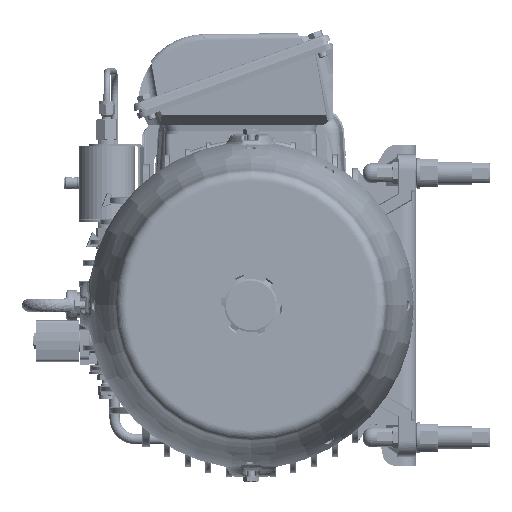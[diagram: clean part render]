
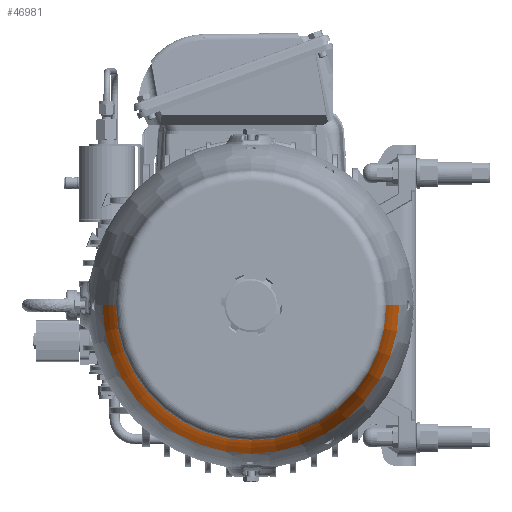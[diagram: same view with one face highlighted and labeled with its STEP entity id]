
A CAD part, left-side view. The second image highlights one B-rep face of the part: STEP entity #46981.
In plain terms, the highlighted toroidal (fillet/blend) face has major radius 308.616 mm and minor radius 180 mm.
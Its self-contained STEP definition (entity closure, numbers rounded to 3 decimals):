
#8138 = ORIENTED_EDGE ( 'NONE', *, *, #185606, .T. ) ;
#8744 = CARTESIAN_POINT ( 'NONE',  ( 0., 308.617, -422.887 ) ) ;
#12919 = AXIS2_PLACEMENT_3D ( 'NONE', #8744, #259627, #261249 ) ;
#15470 = CARTESIAN_POINT ( 'NONE',  ( 0., 129.927, -401.205 ) ) ;
#28943 = DIRECTION ( 'NONE',  ( 0., 0., 1. ) ) ;
#46981 = ADVANCED_FACE ( 'NONE', ( #61956 ), #93269, .F. ) ;
#46993 = CARTESIAN_POINT ( 'NONE',  ( 0., 0., -353.599 ) ) ;
#59896 = EDGE_CURVE ( 'NONE', #220440, #239713, #273753, .T. ) ;
#61956 = FACE_OUTER_BOUND ( 'NONE', #320419, .T. ) ;
#65309 = CARTESIAN_POINT ( 'NONE',  ( 0., -142.487, -353.599 ) ) ;
#66513 = VERTEX_POINT ( 'NONE', #15470 ) ;
#69953 = CIRCLE ( 'NONE', #184405, 129.927 ) ;
#74902 = CARTESIAN_POINT ( 'NONE',  ( 0., -129.927, -401.205 ) ) ;
#93269 = TOROIDAL_SURFACE ( 'NONE', #259761, 308.617, 180. ) ;
#103326 = AXIS2_PLACEMENT_3D ( 'NONE', #167640, #319113, #271869 ) ;
#112458 = CARTESIAN_POINT ( 'NONE',  ( 0., 0., -422.887 ) ) ;
#133265 = AXIS2_PLACEMENT_3D ( 'NONE', #46993, #28943, #322244 ) ;
#137978 = ORIENTED_EDGE ( 'NONE', *, *, #59896, .F. ) ;
#147703 = EDGE_CURVE ( 'NONE', #220440, #171646, #248906, .T. ) ;
#153369 = CIRCLE ( 'NONE', #12919, 180. ) ;
#155607 = ORIENTED_EDGE ( 'NONE', *, *, #266811, .F. ) ;
#160760 = ORIENTED_EDGE ( 'NONE', *, *, #147703, .T. ) ;
#166118 = DIRECTION ( 'NONE',  ( 0., 0., 1. ) ) ;
#167640 = CARTESIAN_POINT ( 'NONE',  ( 0., -308.617, -422.887 ) ) ;
#171646 = VERTEX_POINT ( 'NONE', #74902 ) ;
#184405 = AXIS2_PLACEMENT_3D ( 'NONE', #244564, #273815, #246178 ) ;
#185606 = EDGE_CURVE ( 'NONE', #171646, #66513, #69953, .T. ) ;
#220440 = VERTEX_POINT ( 'NONE', #65309 ) ;
#239713 = VERTEX_POINT ( 'NONE', #251106 ) ;
#244564 = CARTESIAN_POINT ( 'NONE',  ( 0., 0., -401.205 ) ) ;
#246178 = DIRECTION ( 'NONE',  ( 0., 1., 0. ) ) ;
#248906 = CIRCLE ( 'NONE', #103326, 180. ) ;
#251106 = CARTESIAN_POINT ( 'NONE',  ( 0., 142.487, -353.599 ) ) ;
#259627 = DIRECTION ( 'NONE',  ( 1., 0., 0. ) ) ;
#259761 = AXIS2_PLACEMENT_3D ( 'NONE', #112458, #166118, #315985 ) ;
#261249 = DIRECTION ( 'NONE',  ( 0., 0., -1. ) ) ;
#266811 = EDGE_CURVE ( 'NONE', #239713, #66513, #153369, .T. ) ;
#271869 = DIRECTION ( 'NONE',  ( 0., -1., 0. ) ) ;
#273753 = CIRCLE ( 'NONE', #133265, 142.487 ) ;
#273815 = DIRECTION ( 'NONE',  ( 0., 0., 1. ) ) ;
#315985 = DIRECTION ( 'NONE',  ( 0., 1., 0. ) ) ;
#319113 = DIRECTION ( 'NONE',  ( -1., 0., 0. ) ) ;
#320419 = EDGE_LOOP ( 'NONE', ( #137978, #160760, #8138, #155607 ) ) ;
#322244 = DIRECTION ( 'NONE',  ( 0., 1., 0. ) ) ;
